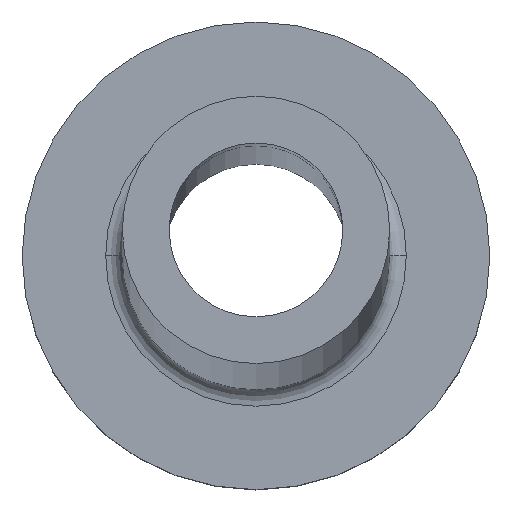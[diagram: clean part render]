
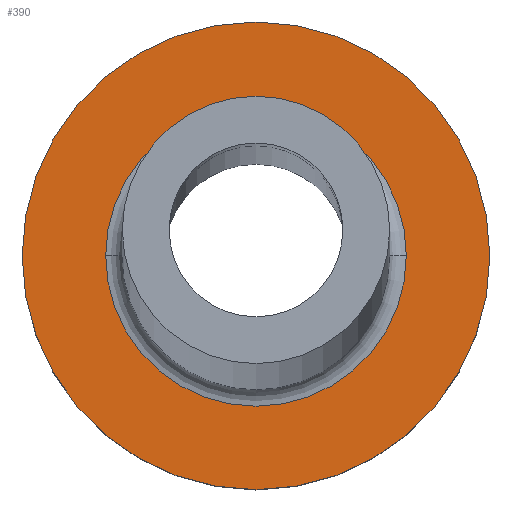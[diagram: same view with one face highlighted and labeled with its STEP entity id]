
A CAD part, top view. The second image highlights one B-rep face of the part: STEP entity #390.
In plain terms, the highlighted planar face has unit normal (0, 0, 1).
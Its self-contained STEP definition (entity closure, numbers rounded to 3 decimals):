
#6 = FACE_OUTER_BOUND ( 'NONE', #341, .T. ) ;
#16 = AXIS2_PLACEMENT_3D ( 'NONE', #47, #190, #58 ) ;
#47 = CARTESIAN_POINT ( 'NONE',  ( 0., 0., 5. ) ) ;
#52 = PLANE ( 'NONE',  #184 ) ;
#58 = DIRECTION ( 'NONE',  ( 1., 0., 0. ) ) ;
#78 = CARTESIAN_POINT ( 'NONE',  ( 7., 0., 5. ) ) ;
#87 = EDGE_CURVE ( 'NONE', #159, #416, #251, .T. ) ;
#91 = CARTESIAN_POINT ( 'NONE',  ( 0., 0., 5. ) ) ;
#98 = CARTESIAN_POINT ( 'NONE',  ( 0., 0., 5. ) ) ;
#103 = CIRCLE ( 'NONE', #276, 4.5 ) ;
#128 = DIRECTION ( 'NONE',  ( 1., 0., 0. ) ) ;
#132 = EDGE_LOOP ( 'NONE', ( #261, #306 ) ) ;
#143 = CARTESIAN_POINT ( 'NONE',  ( 0., 0., 5. ) ) ;
#154 = CARTESIAN_POINT ( 'NONE',  ( -4.5, 0., 5. ) ) ;
#158 = DIRECTION ( 'NONE',  ( 0., 0., 1. ) ) ;
#159 = VERTEX_POINT ( 'NONE', #78 ) ;
#160 = FACE_BOUND ( 'NONE', #132, .T. ) ;
#184 = AXIS2_PLACEMENT_3D ( 'NONE', #396, #158, #128 ) ;
#190 = DIRECTION ( 'NONE',  ( 0., 0., -1. ) ) ;
#200 = DIRECTION ( 'NONE',  ( 1., 0., 0. ) ) ;
#210 = DIRECTION ( 'NONE',  ( 1., 0., 0. ) ) ;
#230 = DIRECTION ( 'NONE',  ( 0., 0., 1. ) ) ;
#233 = VERTEX_POINT ( 'NONE', #154 ) ;
#234 = AXIS2_PLACEMENT_3D ( 'NONE', #91, #230, #200 ) ;
#236 = DIRECTION ( 'NONE',  ( 0., 0., 1. ) ) ;
#241 = CIRCLE ( 'NONE', #16, 4.5 ) ;
#251 = CIRCLE ( 'NONE', #264, 7. ) ;
#261 = ORIENTED_EDGE ( 'NONE', *, *, #441, .T. ) ;
#264 = AXIS2_PLACEMENT_3D ( 'NONE', #98, #236, #311 ) ;
#276 = AXIS2_PLACEMENT_3D ( 'NONE', #143, #447, #210 ) ;
#293 = ORIENTED_EDGE ( 'NONE', *, *, #87, .T. ) ;
#306 = ORIENTED_EDGE ( 'NONE', *, *, #458, .T. ) ;
#311 = DIRECTION ( 'NONE',  ( 1., 0., 0. ) ) ;
#334 = VERTEX_POINT ( 'NONE', #400 ) ;
#341 = EDGE_LOOP ( 'NONE', ( #451, #293 ) ) ;
#342 = CIRCLE ( 'NONE', #234, 7. ) ;
#357 = CARTESIAN_POINT ( 'NONE',  ( -7., 0., 5. ) ) ;
#390 = ADVANCED_FACE ( 'NONE', ( #160, #6 ), #52, .T. ) ;
#396 = CARTESIAN_POINT ( 'NONE',  ( 0., 0., 5. ) ) ;
#400 = CARTESIAN_POINT ( 'NONE',  ( 4.5, 0., 5. ) ) ;
#416 = VERTEX_POINT ( 'NONE', #357 ) ;
#418 = EDGE_CURVE ( 'NONE', #416, #159, #342, .T. ) ;
#441 = EDGE_CURVE ( 'NONE', #334, #233, #241, .T. ) ;
#447 = DIRECTION ( 'NONE',  ( 0., 0., -1. ) ) ;
#451 = ORIENTED_EDGE ( 'NONE', *, *, #418, .T. ) ;
#458 = EDGE_CURVE ( 'NONE', #233, #334, #103, .T. ) ;
